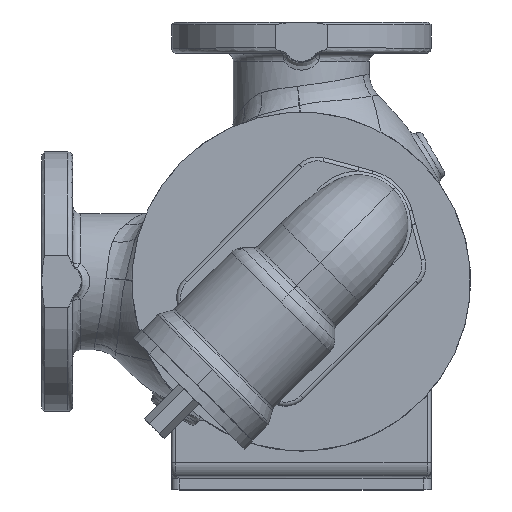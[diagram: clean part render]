
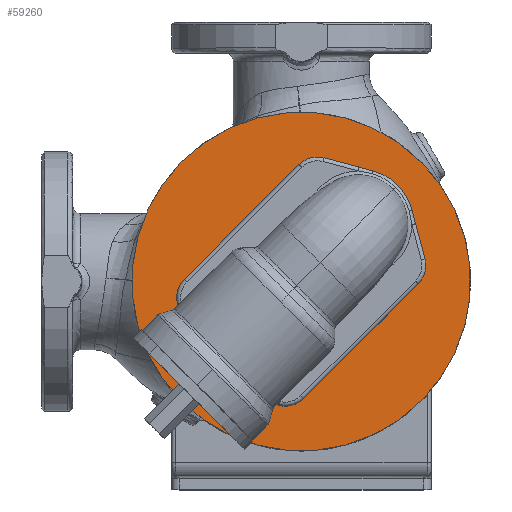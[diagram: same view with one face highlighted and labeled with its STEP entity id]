
A CAD part, top view. The second image highlights one B-rep face of the part: STEP entity #59260.
In plain terms, the highlighted planar face has unit normal (0, 0, 1).
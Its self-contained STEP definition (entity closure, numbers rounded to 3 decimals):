
#4889=CARTESIAN_POINT('',(0.,0.,157.5));
#4890=DIRECTION('',(0.,0.,1.));
#4891=DIRECTION('',(-0.707,0.707,0.));
#4892=AXIS2_PLACEMENT_3D('',#4889,#4890,#4891);
#4908=CARTESIAN_POINT('',(0.,0.,157.5));
#4909=DIRECTION('',(0.,0.,1.));
#4910=DIRECTION('',(0.707,-0.707,0.));
#4911=AXIS2_PLACEMENT_3D('',#4908,#4909,#4910);
#13292=DIRECTION('',(0.966,-0.259,0.));
#13293=VECTOR('',#13292,38.971);
#13294=CARTESIAN_POINT('',(17.447,94.944,157.5));
#13295=LINE('',#13294,#13293);
#13301=CARTESIAN_POINT('',(44.194,44.194,157.5));
#13302=DIRECTION('',(0.,0.,1.));
#13303=DIRECTION('',(0.966,0.259,0.));
#13304=AXIS2_PLACEMENT_3D('',#13301,#13302,#13303);
#13311=DIRECTION('',(0.259,-0.966,0.));
#13312=VECTOR('',#13311,38.971);
#13313=CARTESIAN_POINT('',(84.858,55.09,157.5));
#13314=LINE('',#13313,#13312);
#13320=CARTESIAN_POINT('',(76.014,12.374,157.5));
#13321=DIRECTION('',(0.,0.,1.));
#13322=DIRECTION('',(0.707,-0.707,0.));
#13323=AXIS2_PLACEMENT_3D('',#13320,#13321,#13322);
#13330=DIRECTION('',(-0.707,-0.707,0.));
#13331=VECTOR('',#13330,125.);
#13332=CARTESIAN_POINT('',(89.872,-1.484,157.5));
#13333=LINE('',#13332,#13331);
#13339=CARTESIAN_POINT('',(-12.374,-76.014,157.5));
#13340=DIRECTION('',(0.,0.,1.));
#13341=DIRECTION('',(-0.259,-0.966,0.));
#13342=AXIS2_PLACEMENT_3D('',#13339,#13340,#13341);
#13349=DIRECTION('',(-0.966,0.259,0.));
#13350=VECTOR('',#13349,38.971);
#13351=CARTESIAN_POINT('',(-17.447,-94.944,157.5));
#13352=LINE('',#13351,#13350);
#13358=CARTESIAN_POINT('',(-44.194,-44.194,157.5));
#13359=DIRECTION('',(0.,0.,1.));
#13360=DIRECTION('',(-0.966,-0.259,0.));
#13361=AXIS2_PLACEMENT_3D('',#13358,#13359,#13360);
#13368=DIRECTION('',(-0.259,0.966,0.));
#13369=VECTOR('',#13368,38.971);
#13370=CARTESIAN_POINT('',(-84.858,-55.09,157.5));
#13371=LINE('',#13370,#13369);
#13377=CARTESIAN_POINT('',(-76.014,-12.374,157.5));
#13378=DIRECTION('',(0.,0.,1.));
#13379=DIRECTION('',(-0.707,0.707,0.));
#13380=AXIS2_PLACEMENT_3D('',#13377,#13378,#13379);
#13387=DIRECTION('',(0.707,0.707,0.));
#13388=VECTOR('',#13387,125.);
#13389=CARTESIAN_POINT('',(-89.872,1.484,157.5));
#13390=LINE('',#13389,#13388);
#13396=CARTESIAN_POINT('',(12.374,76.014,157.5));
#13397=DIRECTION('',(0.,0.,1.));
#13398=DIRECTION('',(0.259,0.966,0.));
#13399=AXIS2_PLACEMENT_3D('',#13396,#13397,#13398);
#20380=CARTESIAN_POINT('',(92.277,-92.277,157.5));
#20381=CARTESIAN_POINT('',(-92.277,92.277,157.5));
#20382=VERTEX_POINT('',#20380);
#20383=VERTEX_POINT('',#20381);
#20426=CARTESIAN_POINT('',(17.447,94.944,157.5));
#20427=CARTESIAN_POINT('',(55.09,84.858,157.5));
#20428=VERTEX_POINT('',#20426);
#20429=VERTEX_POINT('',#20427);
#20430=CARTESIAN_POINT('',(-1.484,89.872,157.5));
#20431=VERTEX_POINT('',#20430);
#20432=CARTESIAN_POINT('',(-89.872,1.484,157.5));
#20433=VERTEX_POINT('',#20432);
#20434=CARTESIAN_POINT('',(-94.944,-17.447,157.5));
#20435=VERTEX_POINT('',#20434);
#20436=CARTESIAN_POINT('',(-84.858,-55.09,157.5));
#20437=VERTEX_POINT('',#20436);
#20438=CARTESIAN_POINT('',(-55.09,-84.858,157.5));
#20439=VERTEX_POINT('',#20438);
#20440=CARTESIAN_POINT('',(-17.447,-94.944,157.5));
#20441=VERTEX_POINT('',#20440);
#20442=CARTESIAN_POINT('',(1.484,-89.872,157.5));
#20443=VERTEX_POINT('',#20442);
#20444=CARTESIAN_POINT('',(89.872,-1.484,157.5));
#20445=VERTEX_POINT('',#20444);
#20446=CARTESIAN_POINT('',(94.944,17.447,157.5));
#20447=VERTEX_POINT('',#20446);
#20448=CARTESIAN_POINT('',(84.858,55.09,157.5));
#20449=VERTEX_POINT('',#20448);
#59225=CARTESIAN_POINT('',(0.,0.,157.5));
#59226=DIRECTION('',(0.,0.,-1.));
#59227=DIRECTION('',(-0.707,-0.707,0.));
#59228=AXIS2_PLACEMENT_3D('',#59225,#59226,#59227);
#59229=PLANE('',#59228);
#59230=ORIENTED_EDGE('',*,*,#25825,.F.);
#59231=ORIENTED_EDGE('',*,*,#25798,.F.);
#59232=EDGE_LOOP('',(#59230,#59231));
#59233=FACE_OUTER_BOUND('',#59232,.F.);
#59235=ORIENTED_EDGE('',*,*,#59234,.F.);
#59237=ORIENTED_EDGE('',*,*,#59236,.T.);
#59239=ORIENTED_EDGE('',*,*,#59238,.F.);
#59241=ORIENTED_EDGE('',*,*,#59240,.T.);
#59243=ORIENTED_EDGE('',*,*,#59242,.F.);
#59245=ORIENTED_EDGE('',*,*,#59244,.T.);
#59247=ORIENTED_EDGE('',*,*,#59246,.F.);
#59249=ORIENTED_EDGE('',*,*,#59248,.T.);
#59251=ORIENTED_EDGE('',*,*,#59250,.F.);
#59253=ORIENTED_EDGE('',*,*,#59252,.T.);
#59255=ORIENTED_EDGE('',*,*,#59254,.F.);
#59257=ORIENTED_EDGE('',*,*,#59256,.T.);
#59258=EDGE_LOOP('',(#59235,#59237,#59239,#59241,#59243,#59245,#59247,#59249,
#59251,#59253,#59255,#59257));
#59259=FACE_BOUND('',#59258,.F.);
#59260=ADVANCED_FACE('',(#59233,#59259),#59229,.F.);
#4893=CIRCLE('',#4892,130.5);
#4912=CIRCLE('',#4911,130.5);
#13305=CIRCLE('',#13304,42.098);
#13324=CIRCLE('',#13323,19.598);
#13343=CIRCLE('',#13342,19.598);
#13362=CIRCLE('',#13361,42.098);
#13381=CIRCLE('',#13380,19.598);
#13400=CIRCLE('',#13399,19.598);
#25798=EDGE_CURVE('',#20383,#20382,#4893,.T.);
#25825=EDGE_CURVE('',#20382,#20383,#4912,.T.);
#59234=EDGE_CURVE('',#20428,#20429,#13295,.T.);
#59236=EDGE_CURVE('',#20428,#20431,#13400,.T.);
#59238=EDGE_CURVE('',#20433,#20431,#13390,.T.);
#59240=EDGE_CURVE('',#20433,#20435,#13381,.T.);
#59242=EDGE_CURVE('',#20437,#20435,#13371,.T.);
#59244=EDGE_CURVE('',#20437,#20439,#13362,.T.);
#59246=EDGE_CURVE('',#20441,#20439,#13352,.T.);
#59248=EDGE_CURVE('',#20441,#20443,#13343,.T.);
#59250=EDGE_CURVE('',#20445,#20443,#13333,.T.);
#59252=EDGE_CURVE('',#20445,#20447,#13324,.T.);
#59254=EDGE_CURVE('',#20449,#20447,#13314,.T.);
#59256=EDGE_CURVE('',#20449,#20429,#13305,.T.);
